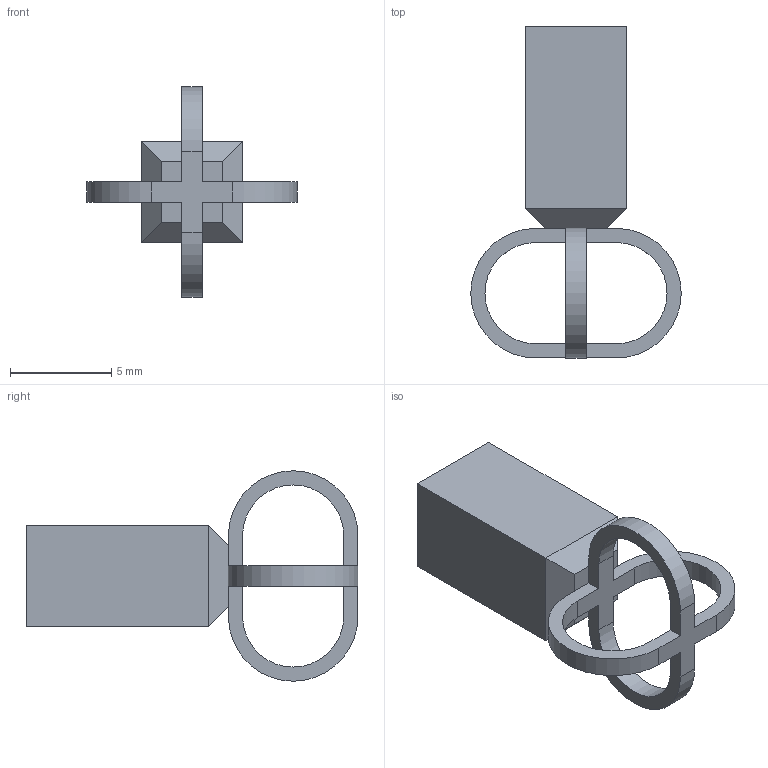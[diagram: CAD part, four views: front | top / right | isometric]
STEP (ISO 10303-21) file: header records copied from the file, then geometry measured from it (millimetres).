
FILE_DESCRIPTION (( 'STEP AP214' ), '1' );
FILE_NAME ('SpringResonator_2.5_0.7_1.STEP', '2022-12-08T16:44:03', ( '' ), ( '' ), 'SwSTEP 2.0', 'SolidWorks 2021', '' );
FILE_SCHEMA (( 'AUTOMOTIVE_DESIGN' ));
Length unit declared in the file: millimetre
Products named in the file (1): SpringResonator_2.5_0.7_1
Bounding box: 10.4 x 16.4 x 10.4 mm (x, y, z)
Volume: 276.2 mm3; surface area: 403.2 mm2
Topology: 2 solids, 2 shells, 30 faces, 92 edges, 60 vertices
Faces by surface type: plane 22, cylinder 8
Entity records: 1075 total; most frequent: ORIENTED_EDGE 184, CARTESIAN_POINT 183, DIRECTION 170, EDGE_CURVE 92, VECTOR 76, LINE 76, VERTEX_POINT 60, AXIS2_PLACEMENT_3D 47
